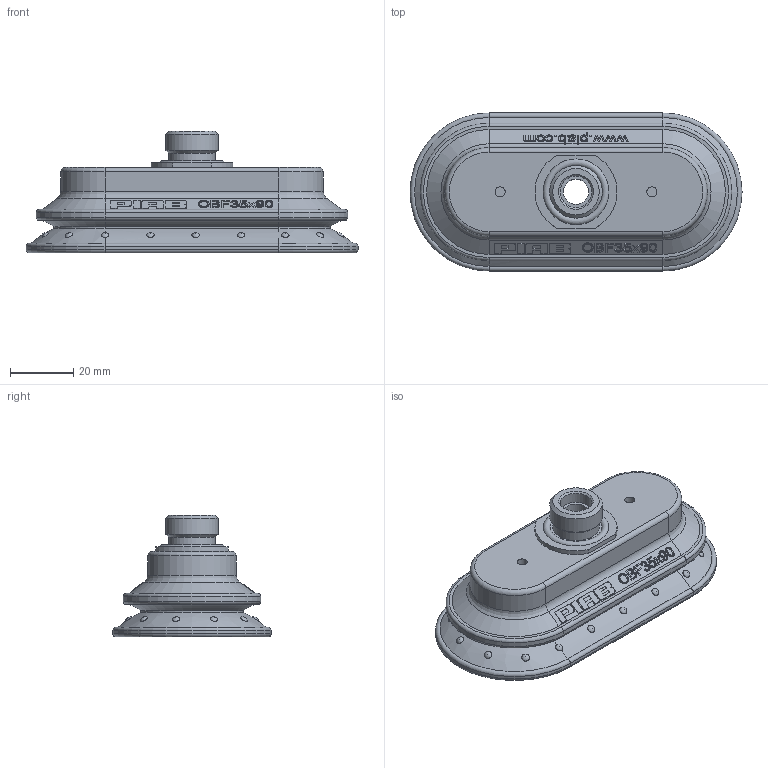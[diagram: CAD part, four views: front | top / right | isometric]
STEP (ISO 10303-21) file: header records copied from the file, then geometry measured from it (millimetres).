
FILE_DESCRIPTION( ( 'Unknown' ), '1' );
FILE_NAME( '0119121.stp', 'Unknown', ( 'Unknown' ), ( 'Unknown' ), 'PSStep 10.0', 'Unknown', ' ' );
FILE_SCHEMA( ( 'automotive_design' ) );
Length unit declared in the file: millimetre
Products named in the file (1): 1
Bounding box: 105 x 50 x 38.5 mm (x, y, z)
Volume: 51699.7 mm3; surface area: 19383.1 mm2
Topology: 1 solids, 1 shells, 396 faces, 992 edges, 638 vertices
Faces by surface type: plane 202, cylinder 73, extrusion 53, torus 27, sphere 18, bspline 12, cone 11
Full cylindrical faces by diameter (mm): 3.2 x2, 8 x1, 10 x2, 14.8 x1, 16.66 x1
Entity records: 17961 total; most frequent: CARTESIAN_POINT 6258, ORIENTED_EDGE 1828, DIRECTION 1501, EDGE_CURVE 914, VERTEX_POINT 602, AXIS2_PLACEMENT_3D 538, EDGE_LOOP 480, VECTOR 425
